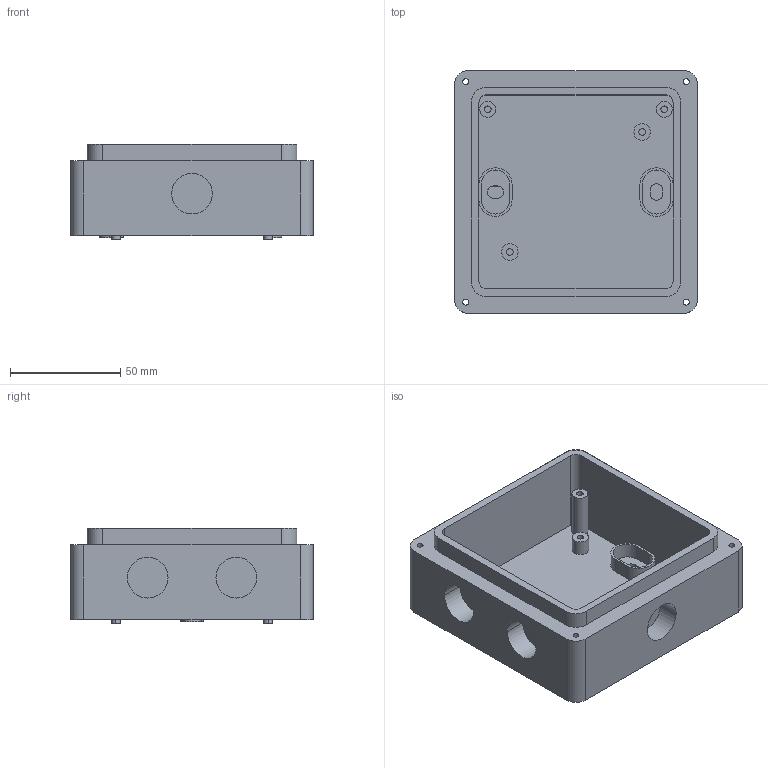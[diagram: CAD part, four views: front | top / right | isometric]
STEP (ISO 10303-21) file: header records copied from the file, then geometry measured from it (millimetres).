
FILE_DESCRIPTION (( 'STEP AP203' ), '1' );
FILE_NAME ('JB6_Base.STEP', '2018-10-02T05:32:33', ( '' ), ( '' ), 'SwSTEP 2.0', 'SolidWorks 2018', '' );
FILE_SCHEMA (( 'CONFIG_CONTROL_DESIGN' ));
Length unit declared in the file: millimetre
Products named in the file (1): JB6_Base
Bounding box: 110 x 110 x 43.5 mm (x, y, z)
Volume: 94794 mm3; surface area: 84955.2 mm2
Topology: 1 solids, 1 shells, 187 faces, 462 edges, 308 vertices
Faces by surface type: cylinder 114, plane 73
Entity records: 5773 total; most frequent: DIRECTION 1074, CARTESIAN_POINT 958, ORIENTED_EDGE 924, EDGE_CURVE 462, AXIS2_PLACEMENT_3D 424, VERTEX_POINT 308, EDGE_LOOP 240, CIRCLE 236
